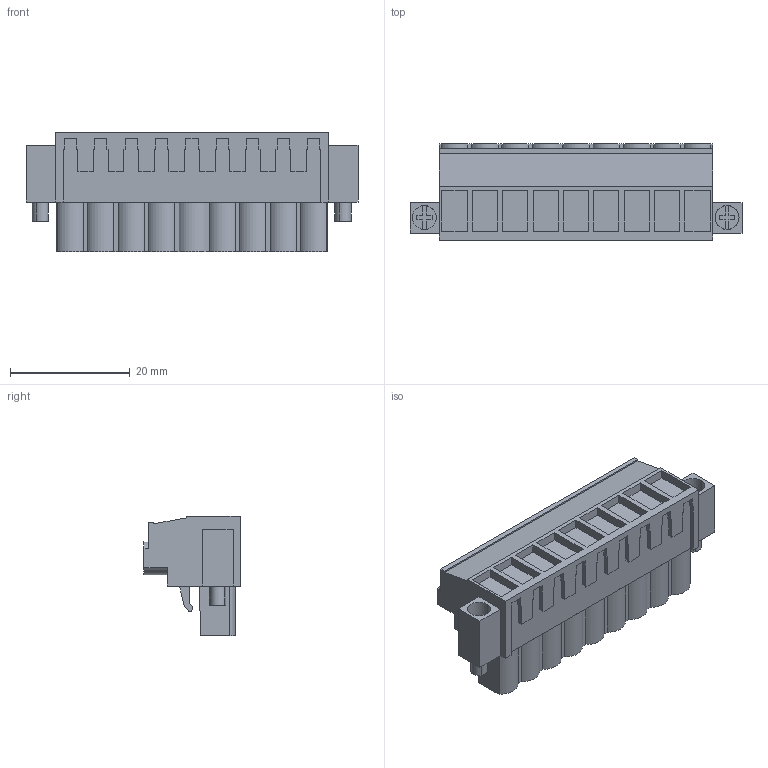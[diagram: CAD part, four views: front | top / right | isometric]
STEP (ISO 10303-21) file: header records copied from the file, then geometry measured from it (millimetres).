
FILE_DESCRIPTION(('CATIA V5 STEP','CAx-IF Rec.Pracs.--- Model Styling and Organization---1.2---2011-12-15'),'2;1');
FILE_NAME ('D1459918_0_1944160000_1944160000.stp','2017-05-22T10:35:00+00:00',('none'),('Weidmueller'),'CATIA Version 5-6 Release 2014','CATIA V5 STEP AP214','none');
FILE_SCHEMA(('AUTOMOTIVE_DESIGN { 1 0 10303 214 1 1 1 1 }'));
Length unit declared in the file: millimetre
Products named in the file (1): 1944160000
Bounding box: 55.52 x 16.1 x 20.05 mm (x, y, z)
Volume: 8938 mm3; surface area: 6250.8 mm2
Topology: 12 solids, 12 shells, 676 faces, 1891 edges, 1280 vertices
Faces by surface type: plane 571, cylinder 105
Entity records: 20035 total; most frequent: ORIENTED_EDGE 3782, CARTESIAN_POINT 3582, DIRECTION 2711, EDGE_CURVE 1891, VECTOR 1637, LINE 1637, VERTEX_POINT 1280, EDGE_LOOP 721
